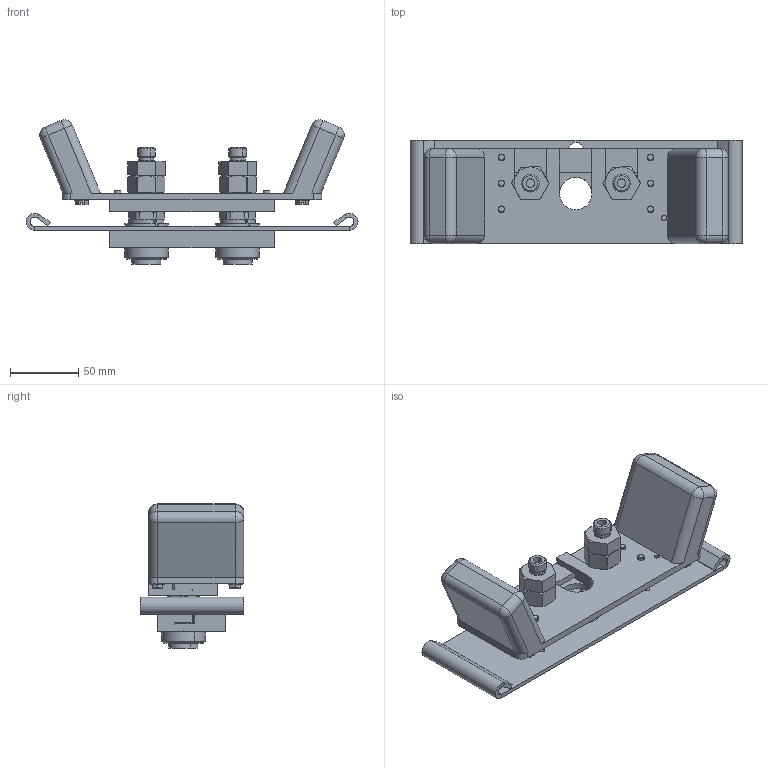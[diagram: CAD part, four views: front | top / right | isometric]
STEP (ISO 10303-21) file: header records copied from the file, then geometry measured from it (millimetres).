
FILE_DESCRIPTION((''),'2;1');
FILE_NAME('ILCM45600504','2016-02-08T',('jdw'),(''),'PRO/ENGINEER BY PARAMETRIC TECHNOLOGY CORPORATION, 2013320','PRO/ENGINEER BY PARAMETRIC TECHNOLOGY CORPORATION, 2013320','');
FILE_SCHEMA(('AUTOMOTIVE_DESIGN { 1 0 10303 214 1 1 1 1 }'));
Length unit declared in the file: inch
Products named in the file (1): ILCM45600504
Bounding box: 243.84 x 76.2 x 105.97 mm (x, y, z)
Volume: 458030.8 mm3; surface area: 135283.1 mm2
Topology: 1 solids, 5 shells, 868 faces, 2390 edges, 1554 vertices
Faces by surface type: plane 474, cylinder 214, cone 164, sphere 8, torus 8
Entity records: 33213 total; most frequent: CARTESIAN_POINT 5910, DIRECTION 4810, ORIENTED_EDGE 4756, EDGE_CURVE 2378, AXIS2_PLACEMENT_3D 1684, VERTEX_POINT 1554, VECTOR 1442, LINE 1442
